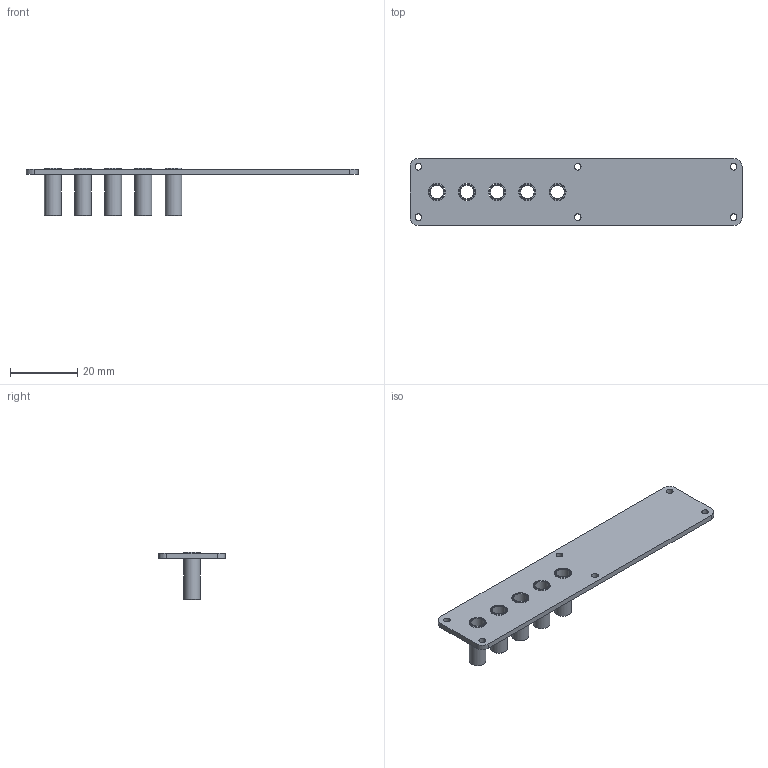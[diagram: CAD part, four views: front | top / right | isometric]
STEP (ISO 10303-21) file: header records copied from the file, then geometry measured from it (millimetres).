
FILE_DESCRIPTION(('KiCad electronic assembly'),'2;1');
FILE_NAME('014-base-power-board.step','2022-11-11T16:29:13',('Pcbnew'),( 'Kicad'),'Open CASCADE STEP processor 7.5','KiCad to STEP converter' ,'Unknown');
FILE_SCHEMA(('AUTOMOTIVE_DESIGN { 1 0 10303 214 1 1 1 1 }'));
Length unit declared in the file: millimetre
Products named in the file (4): 014-base-power-board 1; GC4012-F; SOLID; 014-base-power-board PCB
Assembly tree (7 placements, depth 3):
  014-base-power-board 1
    GC4012-F  x5
      SOLID
    014-base-power-board PCB
Bounding box: 99 x 20 x 14.2 mm (x, y, z)
Volume: 3466.3 mm3; surface area: 6331.3 mm2
Topology: 6 solids, 6 shells, 61 faces, 127 edges, 78 vertices
Faces by surface type: cylinder 25, cone 20, plane 16
Full cylindrical faces by diameter (mm): 2 x6, 4 x5, 5 x5, 5.1 x5
Entity records: 2032 total; most frequent: CARTESIAN_POINT 500, DIRECTION 271, ORIENTED_EDGE 142, PCURVE 142, DEFINITIONAL_REPRESENTATION 142, LINE 117, VECTOR 117, AXIS2_PLACEMENT_3D 75
